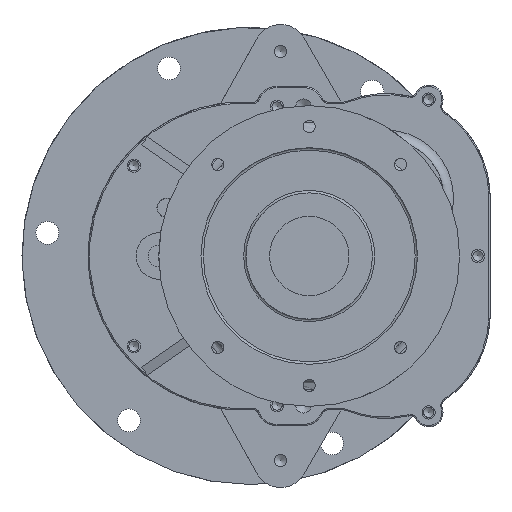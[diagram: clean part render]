
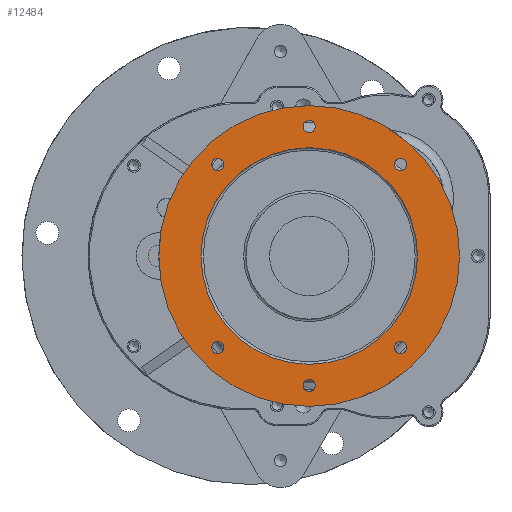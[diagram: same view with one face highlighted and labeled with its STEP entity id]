
A CAD part, left-side view. The second image highlights one B-rep face of the part: STEP entity #12484.
In plain terms, the highlighted planar face has unit normal (-1, 0, 0).
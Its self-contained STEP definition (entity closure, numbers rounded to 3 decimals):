
#238 = DIRECTION ( 'NONE',  ( 0., 0., 1. ) ) ;
#353 = FACE_BOUND ( 'NONE', #15622, .T. ) ;
#660 = CARTESIAN_POINT ( 'NONE',  ( -18., 0., 0. ) ) ;
#790 = CARTESIAN_POINT ( 'NONE',  ( -18., 0., 90. ) ) ;
#819 = EDGE_CURVE ( 'NONE', #18603, #18603, #8443, .T. ) ;
#843 = DIRECTION ( 'NONE',  ( 0., 0., 1. ) ) ;
#1065 = VERTEX_POINT ( 'NONE', #12912 ) ;
#1611 = DIRECTION ( 'NONE',  ( 0., 0., 1. ) ) ;
#1993 = DIRECTION ( 'NONE',  ( 0., 0., 1. ) ) ;
#2034 = ORIENTED_EDGE ( 'NONE', *, *, #14767, .F. ) ;
#2256 = CARTESIAN_POINT ( 'NONE',  ( -18., 0., 107.5 ) ) ;
#2348 = ORIENTED_EDGE ( 'NONE', *, *, #16599, .F. ) ;
#2686 = DIRECTION ( 'NONE',  ( 0., 0., 1. ) ) ;
#2782 = FACE_BOUND ( 'NONE', #10649, .T. ) ;
#2979 = CIRCLE ( 'NONE', #3905, 5.1 ) ;
#3012 = CIRCLE ( 'NONE', #13702, 5.1 ) ;
#3119 = AXIS2_PLACEMENT_3D ( 'NONE', #4898, #15113, #10726 ) ;
#3136 = FACE_BOUND ( 'NONE', #7307, .T. ) ;
#3860 = VERTEX_POINT ( 'NONE', #14343 ) ;
#3905 = AXIS2_PLACEMENT_3D ( 'NONE', #13662, #13944, #1993 ) ;
#4222 = PLANE ( 'NONE',  #9613 ) ;
#4406 = AXIS2_PLACEMENT_3D ( 'NONE', #14479, #13046, #238 ) ;
#4875 = EDGE_LOOP ( 'NONE', ( #9939 ) ) ;
#4898 = CARTESIAN_POINT ( 'NONE',  ( -18., 0., 0. ) ) ;
#4962 = DIRECTION ( 'NONE',  ( 0., 0., 1. ) ) ;
#5143 = EDGE_LOOP ( 'NONE', ( #2348 ) ) ;
#5477 = CARTESIAN_POINT ( 'NONE',  ( -18., 76.014, 76.014 ) ) ;
#6742 = VERTEX_POINT ( 'NONE', #790 ) ;
#6811 = CIRCLE ( 'NONE', #3119, 90. ) ;
#6932 = DIRECTION ( 'NONE',  ( -1., 0., 0. ) ) ;
#7159 = CIRCLE ( 'NONE', #4406, 5.1 ) ;
#7307 = EDGE_LOOP ( 'NONE', ( #11554 ) ) ;
#7480 = DIRECTION ( 'NONE',  ( -1., 0., 0. ) ) ;
#8005 = CIRCLE ( 'NONE', #11354, 5.1 ) ;
#8262 = VERTEX_POINT ( 'NONE', #15793 ) ;
#8443 = CIRCLE ( 'NONE', #12403, 5.1 ) ;
#8638 = EDGE_CURVE ( 'NONE', #6742, #6742, #6811, .T. ) ;
#8751 = AXIS2_PLACEMENT_3D ( 'NONE', #660, #13947, #843 ) ;
#8884 = EDGE_LOOP ( 'NONE', ( #13355 ) ) ;
#9070 = FACE_BOUND ( 'NONE', #15227, .T. ) ;
#9613 = AXIS2_PLACEMENT_3D ( 'NONE', #10054, #15785, #2686 ) ;
#9704 = ORIENTED_EDGE ( 'NONE', *, *, #819, .F. ) ;
#9774 = VERTEX_POINT ( 'NONE', #15596 ) ;
#9939 = ORIENTED_EDGE ( 'NONE', *, *, #13767, .T. ) ;
#10054 = CARTESIAN_POINT ( 'NONE',  ( -18., -125., 0. ) ) ;
#10228 = DIRECTION ( 'NONE',  ( -1., 0., 0. ) ) ;
#10241 = DIRECTION ( 'NONE',  ( 0., 0., 1. ) ) ;
#10507 = FACE_OUTER_BOUND ( 'NONE', #4875, .T. ) ;
#10604 = CIRCLE ( 'NONE', #13335, 5.1 ) ;
#10649 = EDGE_LOOP ( 'NONE', ( #9704 ) ) ;
#10726 = DIRECTION ( 'NONE',  ( 0., 0., 1. ) ) ;
#11237 = CARTESIAN_POINT ( 'NONE',  ( -18., 0., -107.5 ) ) ;
#11354 = AXIS2_PLACEMENT_3D ( 'NONE', #5477, #6932, #17134 ) ;
#11484 = FACE_BOUND ( 'NONE', #5143, .T. ) ;
#11554 = ORIENTED_EDGE ( 'NONE', *, *, #18546, .F. ) ;
#11601 = EDGE_CURVE ( 'NONE', #17041, #17041, #7159, .T. ) ;
#12169 = ORIENTED_EDGE ( 'NONE', *, *, #15174, .F. ) ;
#12403 = AXIS2_PLACEMENT_3D ( 'NONE', #16243, #10228, #1611 ) ;
#12484 = ADVANCED_FACE ( 'NONE', ( #353, #11484, #15878, #2782, #3136, #17307, #9070, #10507 ), #4222, .T. ) ;
#12800 = ORIENTED_EDGE ( 'NONE', *, *, #8638, .F. ) ;
#12912 = CARTESIAN_POINT ( 'NONE',  ( -18., 76.014, -70.914 ) ) ;
#13046 = DIRECTION ( 'NONE',  ( -1., 0., 0. ) ) ;
#13335 = AXIS2_PLACEMENT_3D ( 'NONE', #11237, #7480, #10241 ) ;
#13355 = ORIENTED_EDGE ( 'NONE', *, *, #11601, .F. ) ;
#13662 = CARTESIAN_POINT ( 'NONE',  ( -18., 76.014, -76.014 ) ) ;
#13702 = AXIS2_PLACEMENT_3D ( 'NONE', #2256, #15540, #4962 ) ;
#13767 = EDGE_CURVE ( 'NONE', #3860, #3860, #14525, .T. ) ;
#13944 = DIRECTION ( 'NONE',  ( -1., 0., 0. ) ) ;
#13947 = DIRECTION ( 'NONE',  ( -1., 0., 0. ) ) ;
#14315 = EDGE_LOOP ( 'NONE', ( #12169 ) ) ;
#14343 = CARTESIAN_POINT ( 'NONE',  ( -18., 0., 125. ) ) ;
#14479 = CARTESIAN_POINT ( 'NONE',  ( -18., -76.014, -76.014 ) ) ;
#14525 = CIRCLE ( 'NONE', #8751, 125. ) ;
#14729 = CARTESIAN_POINT ( 'NONE',  ( -18., 76.014, 81.114 ) ) ;
#14767 = EDGE_CURVE ( 'NONE', #8262, #8262, #10604, .T. ) ;
#14822 = VERTEX_POINT ( 'NONE', #14729 ) ;
#15113 = DIRECTION ( 'NONE',  ( -1., 0., 0. ) ) ;
#15174 = EDGE_CURVE ( 'NONE', #1065, #1065, #2979, .T. ) ;
#15227 = EDGE_LOOP ( 'NONE', ( #12800 ) ) ;
#15540 = DIRECTION ( 'NONE',  ( -1., 0., 0. ) ) ;
#15596 = CARTESIAN_POINT ( 'NONE',  ( -18., 0., 112.6 ) ) ;
#15622 = EDGE_LOOP ( 'NONE', ( #2034 ) ) ;
#15785 = DIRECTION ( 'NONE',  ( -1., 0., 0. ) ) ;
#15793 = CARTESIAN_POINT ( 'NONE',  ( -18., 0., -102.4 ) ) ;
#15878 = FACE_BOUND ( 'NONE', #8884, .T. ) ;
#15884 = CARTESIAN_POINT ( 'NONE',  ( -18., -76.014, -70.914 ) ) ;
#16243 = CARTESIAN_POINT ( 'NONE',  ( -18., -76.014, 76.014 ) ) ;
#16599 = EDGE_CURVE ( 'NONE', #9774, #9774, #3012, .T. ) ;
#17041 = VERTEX_POINT ( 'NONE', #15884 ) ;
#17134 = DIRECTION ( 'NONE',  ( 0., 0., 1. ) ) ;
#17307 = FACE_BOUND ( 'NONE', #14315, .T. ) ;
#17633 = CARTESIAN_POINT ( 'NONE',  ( -18., -76.014, 81.114 ) ) ;
#18546 = EDGE_CURVE ( 'NONE', #14822, #14822, #8005, .T. ) ;
#18603 = VERTEX_POINT ( 'NONE', #17633 ) ;
